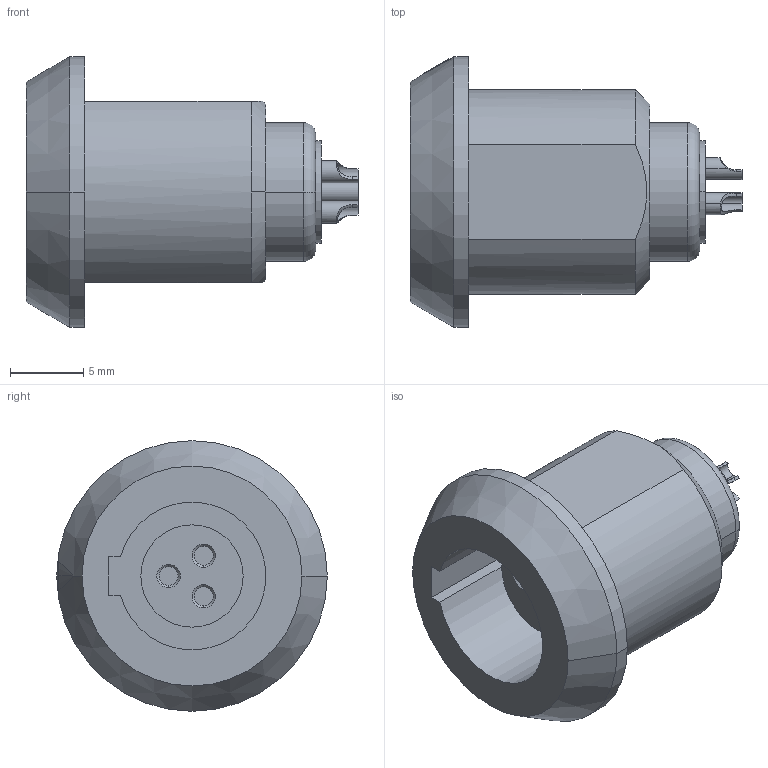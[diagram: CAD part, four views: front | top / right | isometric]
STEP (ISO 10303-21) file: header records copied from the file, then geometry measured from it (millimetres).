
FILE_DESCRIPTION((''),'2;1');
FILE_NAME('G11M0_-P03L','2023-09-11T10:17:52',('RTrager'),(''),'CREO PARAMETRIC BY PTC INC, 2022014','CREO PARAMETRIC BY PTC INC, 2022014','');
FILE_SCHEMA(('AUTOMOTIVE_DESIGN { 1 0 10303 214 1 1 1 1 }'));
Length unit declared in the file: millimetre
Products named in the file (1): G11M0_-P03L
Bounding box: 22.7 x 18.5 x 18.5 mm (x, y, z)
Volume: 2119.8 mm3; surface area: 2191.1 mm2
Topology: 1 solids, 1 shells, 85 faces, 203 edges, 129 vertices
Faces by surface type: cylinder 35, plane 28, cone 12, torus 5, bspline 5
Entity records: 5794 total; most frequent: CARTESIAN_POINT 996, DIRECTION 460, PROPERTY_DEFINITION 409, REPRESENTATION 408, PROPERTY_DEFINITION_REPRESENTATION 408, ORIENTED_EDGE 406, DESCRIPTIVE_REPRESENTATION_ITEM 214, GENERAL_PROPERTY 213
